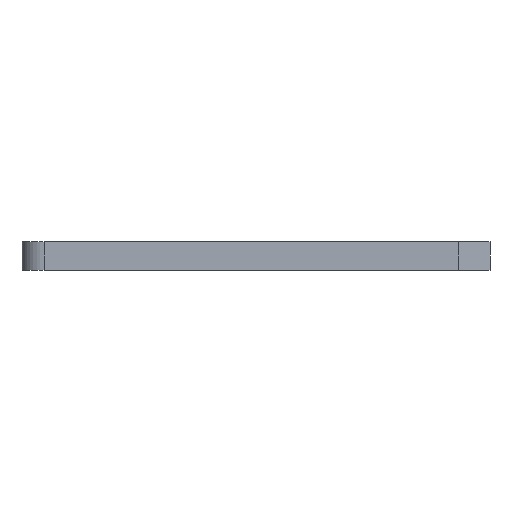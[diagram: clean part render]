
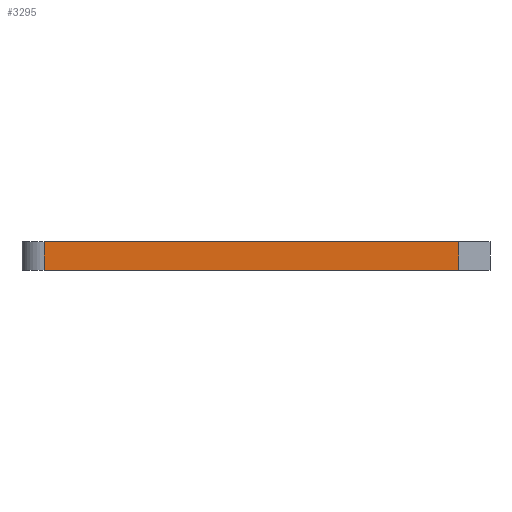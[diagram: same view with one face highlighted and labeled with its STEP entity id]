
A CAD part, left-side view. The second image highlights one B-rep face of the part: STEP entity #3295.
In plain terms, the highlighted planar face has unit normal (-1, 0, 0).
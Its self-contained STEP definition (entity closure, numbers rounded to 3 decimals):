
#83 = PLANE('',#84);
#84 = AXIS2_PLACEMENT_3D('',#85,#86,#87);
#85 = CARTESIAN_POINT('',(148.449,-104.674,1.6));
#86 = DIRECTION('',(-0.,-0.,-1.));
#87 = DIRECTION('',(-1.,0.,0.));
#137 = PLANE('',#138);
#138 = AXIS2_PLACEMENT_3D('',#139,#140,#141);
#139 = CARTESIAN_POINT('',(148.449,-104.674,0.));
#140 = DIRECTION('',(-0.,-0.,-1.));
#141 = DIRECTION('',(-1.,0.,0.));
#358 = VERTEX_POINT('',#359);
#359 = CARTESIAN_POINT('',(140.881,-116.561,0.));
#373 = PLANE('',#374);
#374 = AXIS2_PLACEMENT_3D('',#375,#376,#377);
#375 = CARTESIAN_POINT('',(141.643,-116.561,0.));
#376 = DIRECTION('',(0.,-1.,0.));
#377 = DIRECTION('',(-1.,0.,0.));
#385 = EDGE_CURVE('',#358,#386,#388,.T.);
#386 = VERTEX_POINT('',#387);
#387 = CARTESIAN_POINT('',(140.881,-92.939,0.));
#388 = SURFACE_CURVE('',#389,(#393,#400),.PCURVE_S1.);
#389 = LINE('',#390,#391);
#390 = CARTESIAN_POINT('',(140.881,-116.561,0.));
#391 = VECTOR('',#392,1.);
#392 = DIRECTION('',(0.,1.,0.));
#393 = PCURVE('',#137,#394);
#394 = DEFINITIONAL_REPRESENTATION('',(#395),#399);
#395 = LINE('',#396,#397);
#396 = CARTESIAN_POINT('',(7.568,-11.887));
#397 = VECTOR('',#398,1.);
#398 = DIRECTION('',(0.,1.));
#399 = ( GEOMETRIC_REPRESENTATION_CONTEXT(2) 
PARAMETRIC_REPRESENTATION_CONTEXT() REPRESENTATION_CONTEXT('2D SPACE',''
  ) );
#400 = PCURVE('',#401,#406);
#401 = PLANE('',#402);
#402 = AXIS2_PLACEMENT_3D('',#403,#404,#405);
#403 = CARTESIAN_POINT('',(140.881,-116.561,0.));
#404 = DIRECTION('',(-1.,0.,0.));
#405 = DIRECTION('',(0.,1.,0.));
#406 = DEFINITIONAL_REPRESENTATION('',(#407),#411);
#407 = LINE('',#408,#409);
#408 = CARTESIAN_POINT('',(0.,0.));
#409 = VECTOR('',#410,1.);
#410 = DIRECTION('',(1.,0.));
#411 = ( GEOMETRIC_REPRESENTATION_CONTEXT(2) 
PARAMETRIC_REPRESENTATION_CONTEXT() REPRESENTATION_CONTEXT('2D SPACE',''
  ) );
#434 = CYLINDRICAL_SURFACE('',#435,1.27);
#435 = AXIS2_PLACEMENT_3D('',#436,#437,#438);
#436 = CARTESIAN_POINT('',(142.151,-92.939,0.));
#437 = DIRECTION('',(-0.,-0.,-1.));
#438 = DIRECTION('',(1.,0.,-0.));
#1871 = VERTEX_POINT('',#1872);
#1872 = CARTESIAN_POINT('',(140.881,-116.561,1.6));
#1893 = EDGE_CURVE('',#1871,#1894,#1896,.T.);
#1894 = VERTEX_POINT('',#1895);
#1895 = CARTESIAN_POINT('',(140.881,-92.939,1.6));
#1896 = SURFACE_CURVE('',#1897,(#1901,#1908),.PCURVE_S1.);
#1897 = LINE('',#1898,#1899);
#1898 = CARTESIAN_POINT('',(140.881,-116.561,1.6));
#1899 = VECTOR('',#1900,1.);
#1900 = DIRECTION('',(0.,1.,0.));
#1901 = PCURVE('',#83,#1902);
#1902 = DEFINITIONAL_REPRESENTATION('',(#1903),#1907);
#1903 = LINE('',#1904,#1905);
#1904 = CARTESIAN_POINT('',(7.568,-11.887));
#1905 = VECTOR('',#1906,1.);
#1906 = DIRECTION('',(0.,1.));
#1907 = ( GEOMETRIC_REPRESENTATION_CONTEXT(2) 
PARAMETRIC_REPRESENTATION_CONTEXT() REPRESENTATION_CONTEXT('2D SPACE',''
  ) );
#1908 = PCURVE('',#401,#1909);
#1909 = DEFINITIONAL_REPRESENTATION('',(#1910),#1914);
#1910 = LINE('',#1911,#1912);
#1911 = CARTESIAN_POINT('',(0.,-1.6));
#1912 = VECTOR('',#1913,1.);
#1913 = DIRECTION('',(1.,0.));
#1914 = ( GEOMETRIC_REPRESENTATION_CONTEXT(2) 
PARAMETRIC_REPRESENTATION_CONTEXT() REPRESENTATION_CONTEXT('2D SPACE',''
  ) );
#3247 = EDGE_CURVE('',#358,#1871,#3248,.T.);
#3248 = SURFACE_CURVE('',#3249,(#3253,#3260),.PCURVE_S1.);
#3249 = LINE('',#3250,#3251);
#3250 = CARTESIAN_POINT('',(140.881,-116.561,0.));
#3251 = VECTOR('',#3252,1.);
#3252 = DIRECTION('',(0.,0.,1.));
#3253 = PCURVE('',#373,#3254);
#3254 = DEFINITIONAL_REPRESENTATION('',(#3255),#3259);
#3255 = LINE('',#3256,#3257);
#3256 = CARTESIAN_POINT('',(0.762,0.));
#3257 = VECTOR('',#3258,1.);
#3258 = DIRECTION('',(0.,-1.));
#3259 = ( GEOMETRIC_REPRESENTATION_CONTEXT(2) 
PARAMETRIC_REPRESENTATION_CONTEXT() REPRESENTATION_CONTEXT('2D SPACE',''
  ) );
#3260 = PCURVE('',#401,#3261);
#3261 = DEFINITIONAL_REPRESENTATION('',(#3262),#3266);
#3262 = LINE('',#3263,#3264);
#3263 = CARTESIAN_POINT('',(0.,0.));
#3264 = VECTOR('',#3265,1.);
#3265 = DIRECTION('',(0.,-1.));
#3266 = ( GEOMETRIC_REPRESENTATION_CONTEXT(2) 
PARAMETRIC_REPRESENTATION_CONTEXT() REPRESENTATION_CONTEXT('2D SPACE',''
  ) );
#3295 = ADVANCED_FACE('',(#3296),#401,.T.);
#3296 = FACE_BOUND('',#3297,.T.);
#3297 = EDGE_LOOP('',(#3298,#3299,#3300,#3321));
#3298 = ORIENTED_EDGE('',*,*,#3247,.T.);
#3299 = ORIENTED_EDGE('',*,*,#1893,.T.);
#3300 = ORIENTED_EDGE('',*,*,#3301,.F.);
#3301 = EDGE_CURVE('',#386,#1894,#3302,.T.);
#3302 = SURFACE_CURVE('',#3303,(#3307,#3314),.PCURVE_S1.);
#3303 = LINE('',#3304,#3305);
#3304 = CARTESIAN_POINT('',(140.881,-92.939,0.));
#3305 = VECTOR('',#3306,1.);
#3306 = DIRECTION('',(0.,0.,1.));
#3307 = PCURVE('',#401,#3308);
#3308 = DEFINITIONAL_REPRESENTATION('',(#3309),#3313);
#3309 = LINE('',#3310,#3311);
#3310 = CARTESIAN_POINT('',(23.622,0.));
#3311 = VECTOR('',#3312,1.);
#3312 = DIRECTION('',(0.,-1.));
#3313 = ( GEOMETRIC_REPRESENTATION_CONTEXT(2) 
PARAMETRIC_REPRESENTATION_CONTEXT() REPRESENTATION_CONTEXT('2D SPACE',''
  ) );
#3314 = PCURVE('',#434,#3315);
#3315 = DEFINITIONAL_REPRESENTATION('',(#3316),#3320);
#3316 = LINE('',#3317,#3318);
#3317 = CARTESIAN_POINT('',(-3.141,0.));
#3318 = VECTOR('',#3319,1.);
#3319 = DIRECTION('',(-0.,-1.));
#3320 = ( GEOMETRIC_REPRESENTATION_CONTEXT(2) 
PARAMETRIC_REPRESENTATION_CONTEXT() REPRESENTATION_CONTEXT('2D SPACE',''
  ) );
#3321 = ORIENTED_EDGE('',*,*,#385,.F.);
